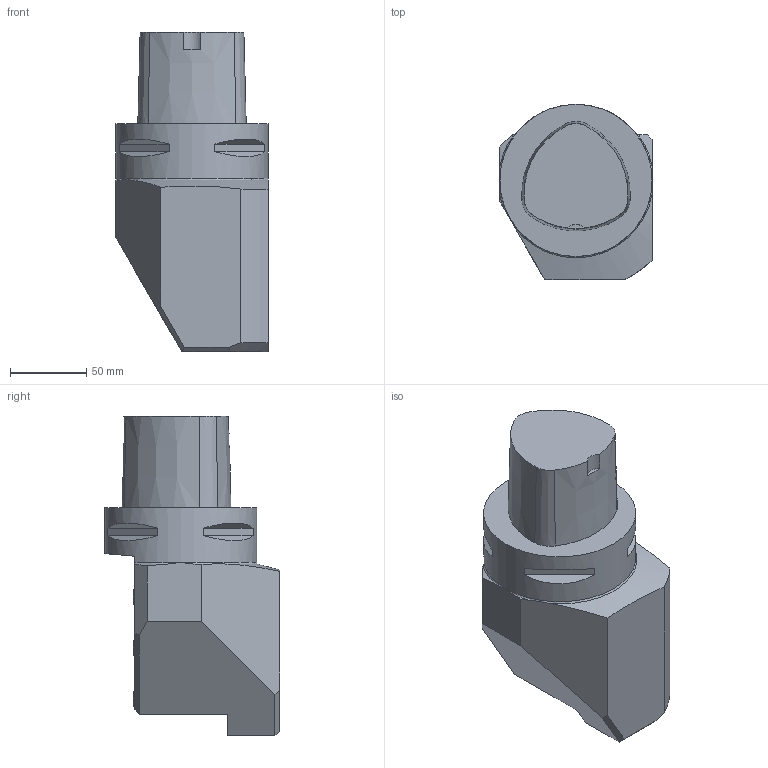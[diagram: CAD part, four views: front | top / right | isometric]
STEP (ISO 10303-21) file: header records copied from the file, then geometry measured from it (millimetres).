
FILE_DESCRIPTION(/* description */ (''),/* implementation_level */ '2;1');
FILE_NAME(/* name */ '1527161708257.stp',/* time_stamp */ '2018-05-24T13:35:14+02:00',/* author */ (''),/* organization */ ('SMS'),/* preprocessor_version */ 'ST-DEVELOPER v15',/* originating_system */ 'SIEMENS PLM Software NX 8.5',/* authorisation */ '');
FILE_SCHEMA (('AUTOMOTIVE_DESIGN { 1 0 10303 214 3 1 1 1 }'));
Length unit declared in the file: millimetre
Products named in the file (1): 112029763mod000_00
Bounding box: 100 x 115 x 210 mm (x, y, z)
Volume: 1203578.2 mm3; surface area: 84820.6 mm2
Topology: 1 solids, 1 shells, 128 faces, 301 edges, 189 vertices
Faces by surface type: plane 64, cone 38, cylinder 18, torus 8
Full cylindrical faces by diameter (mm): 8.5 x3, 12 x3, 100 x1
Entity records: 3624 total; most frequent: CARTESIAN_POINT 856, DIRECTION 557, ORIENTED_EDGE 534, EDGE_CURVE 267, AXIS2_PLACEMENT_3D 224, VERTEX_POINT 174, EDGE_LOOP 158, ADVANCED_FACE 128
